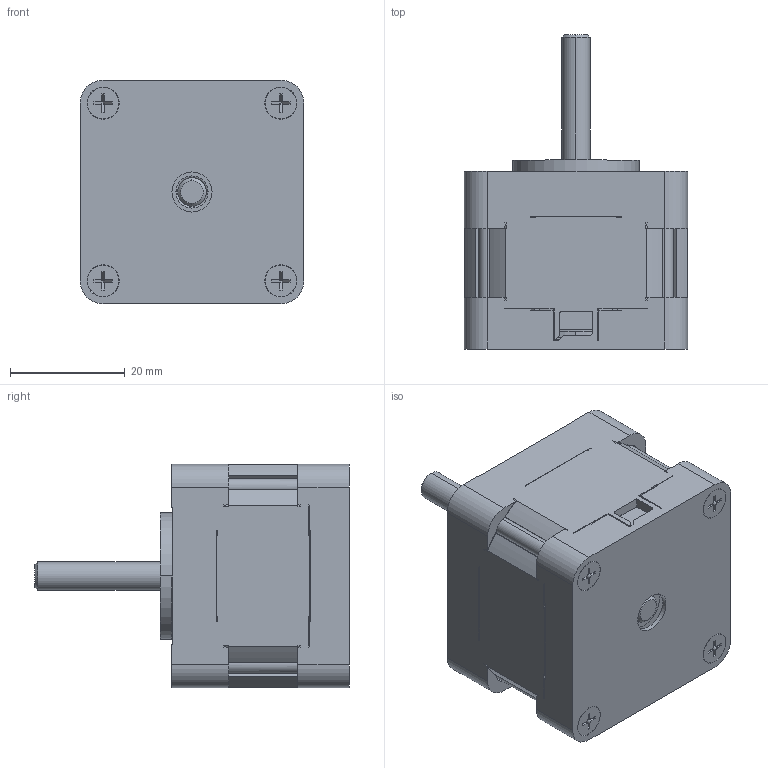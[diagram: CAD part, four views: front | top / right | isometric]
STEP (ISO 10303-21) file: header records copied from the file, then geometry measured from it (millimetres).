
FILE_DESCRIPTION((''),'2;1');
FILE_NAME('3_1_01_039_0122_SW0001','2020-12-10T13:39:01',('zhangjq'),(''),'CREO PARAMETRIC BY PTC INC, 2017110','CREO PARAMETRIC BY PTC INC, 2017110','');
FILE_SCHEMA(('CONFIG_CONTROL_DESIGN'));
Products named in the file (1): 3_1_01_039_0122_SW0001
Bounding box: 39 x 54.9 x 39 mm (x, y, z)
Volume: 31918.8 mm3; surface area: 35185.1 mm2
Topology: 1 solids, 1 shells, 2959 faces, 8456 edges, 5525 vertices
Faces by surface type: plane 1787, cylinder 1094, cone 48, torus 26, bspline 4
Entity records: 98171 total; most frequent: CARTESIAN_POINT 19249, ORIENTED_EDGE 16912, DIRECTION 16364, EDGE_CURVE 8456, VECTOR 5916, LINE 5916, VERTEX_POINT 5526, AXIS2_PLACEMENT_3D 5224
